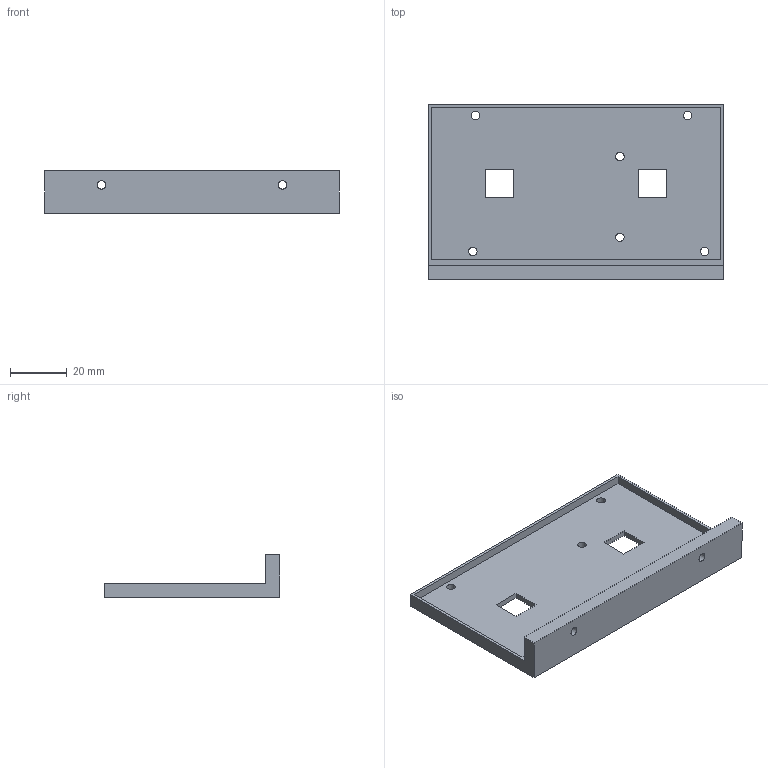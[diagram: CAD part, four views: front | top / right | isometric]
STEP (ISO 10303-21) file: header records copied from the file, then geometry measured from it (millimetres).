
FILE_DESCRIPTION(/* description */ (''),/* implementation_level */ '2;1');
FILE_NAME(/* name */ 'Support suprieur arduino v4.step',/* time_stamp */ '2024-04-18T12:40:06+02:00',/* author */ (''),/* organization */ (''),/* preprocessor_version */ 'ST-DEVELOPER v20',/* originating_system */ 'Autodesk Translation Framework v12.20.1.177',/* authorisation */ '');
FILE_SCHEMA (('AUTOMOTIVE_DESIGN { 1 0 10303 214 3 1 1 }'));
Length unit declared in the file: millimetre
Products named in the file (1): Support supérieur arduino
Bounding box: 104 x 62 x 15 mm (x, y, z)
Volume: 20360.5 mm3; surface area: 17526.2 mm2
Topology: 1 solids, 1 shells, 29 faces, 78 edges, 52 vertices
Faces by surface type: plane 21, cylinder 8
Full cylindrical faces by diameter (mm): 3 x8
Entity records: 981 total; most frequent: CARTESIAN_POINT 160, ORIENTED_EDGE 156, DIRECTION 154, EDGE_CURVE 78, LINE 62, VECTOR 62, VERTEX_POINT 52, EDGE_LOOP 50
